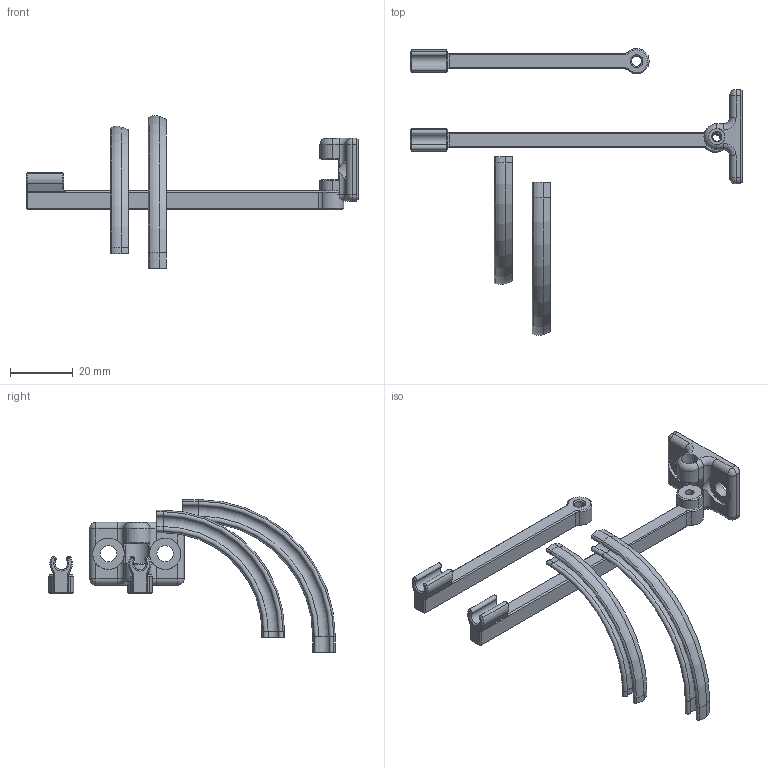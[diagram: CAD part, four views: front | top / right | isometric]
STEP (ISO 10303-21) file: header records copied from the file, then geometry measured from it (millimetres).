
FILE_DESCRIPTION(/* description */ (''),/* implementation_level */ '2;1');
FILE_NAME(/* name */ 'PTFEsupport v6.step',/* time_stamp */ '2023-12-08T17:39:00-08:00',/* author */ (''),/* organization */ (''),/* preprocessor_version */ 'ST-DEVELOPER v20',/* originating_system */ 'Autodesk Translation Framework v12.14.0.127',/* authorisation */ '');
FILE_SCHEMA (('AUTOMOTIVE_DESIGN { 1 0 10303 214 3 1 1 }'));
Length unit declared in the file: millimetre
Products named in the file (6): PTFEsupport; 90degreePTFEsupportcompact; 90degreePTFEsupport; PTFE Long Arm; PTFE Short Arm; Arm Mount
Assembly tree (5 placements, depth 2):
  PTFEsupport
    90degreePTFEsupportcompact
    90degreePTFEsupport
    PTFE Long Arm
    PTFE Short Arm
    Arm Mount
Bounding box: 105.5 x 91.11 x 48.59 mm (x, y, z)
Volume: 11346.2 mm3; surface area: 10511.4 mm2
Topology: 5 solids, 5 shells, 218 faces, 504 edges, 296 vertices
Faces by surface type: plane 84, cylinder 68, cone 46, torus 16, sphere 4
Full cylindrical faces by diameter (mm): 2.8 x1, 3.2 x3, 5.2 x3, 10 x2
Entity records: 6516 total; most frequent: CARTESIAN_POINT 1305, DIRECTION 1137, ORIENTED_EDGE 1008, EDGE_CURVE 504, AXIS2_PLACEMENT_3D 432, VERTEX_POINT 296, LINE 273, VECTOR 273
